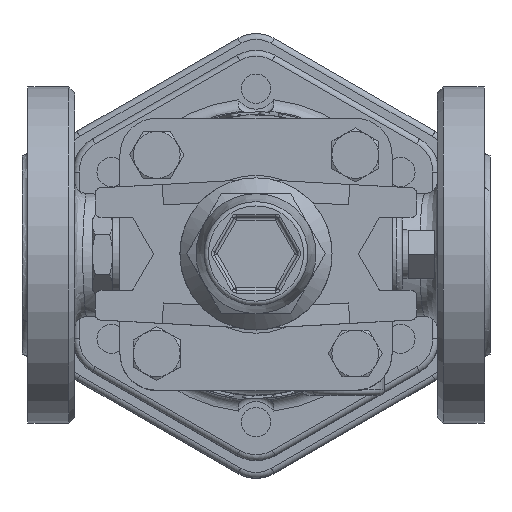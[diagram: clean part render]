
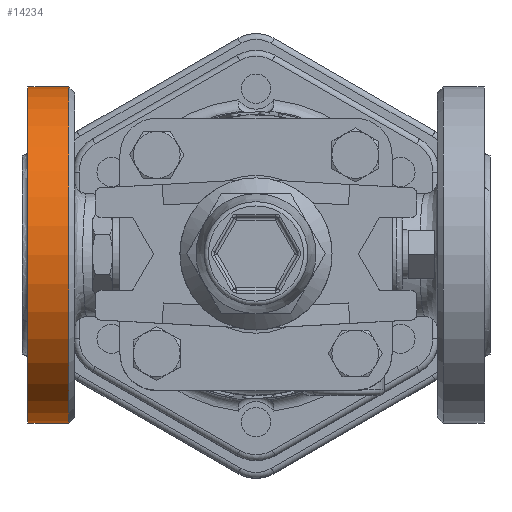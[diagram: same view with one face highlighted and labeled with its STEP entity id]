
A CAD part, top view. The second image highlights one B-rep face of the part: STEP entity #14234.
In plain terms, the highlighted cylindrical face has radius 57.5 mm (diameter 115 mm), a full revolution.
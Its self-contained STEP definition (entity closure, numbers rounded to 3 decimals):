
#1876=CYLINDRICAL_SURFACE('',#15209,57.5);
#2284=FACE_BOUND('',#3858,.T.);
#2882=FACE_OUTER_BOUND('',#3857,.T.);
#3857=EDGE_LOOP('',(#9846));
#3858=EDGE_LOOP('',(#9847));
#5407=CIRCLE('',#15208,57.5);
#5408=CIRCLE('',#15210,57.5);
#6254=VERTEX_POINT('',#22217);
#6255=VERTEX_POINT('',#22220);
#7660=EDGE_CURVE('',#6254,#6254,#5407,.T.);
#7661=EDGE_CURVE('',#6255,#6255,#5408,.T.);
#9846=ORIENTED_EDGE('',*,*,#7661,.T.);
#9847=ORIENTED_EDGE('',*,*,#7660,.F.);
#14234=ADVANCED_FACE('',(#2882,#2284),#1876,.T.);
#15208=AXIS2_PLACEMENT_3D('',#22218,#16906,#16907);
#15209=AXIS2_PLACEMENT_3D('',#22219,#16908,#16909);
#15210=AXIS2_PLACEMENT_3D('',#22221,#16910,#16911);
#16906=DIRECTION('center_axis',(1.,0.,0.));
#16907=DIRECTION('ref_axis',(0.,0.,1.));
#16908=DIRECTION('center_axis',(1.,0.,0.));
#16909=DIRECTION('ref_axis',(0.,0.,1.));
#16910=DIRECTION('center_axis',(1.,0.,0.));
#16911=DIRECTION('ref_axis',(0.,0.,1.));
#22217=CARTESIAN_POINT('',(-64.,0.,38.443));
#22218=CARTESIAN_POINT('Origin',(-64.,0.,95.943));
#22219=CARTESIAN_POINT('Origin',(-62.,0.,95.943));
#22220=CARTESIAN_POINT('',(-78.,0.,38.443));
#22221=CARTESIAN_POINT('Origin',(-78.,0.,95.943));
